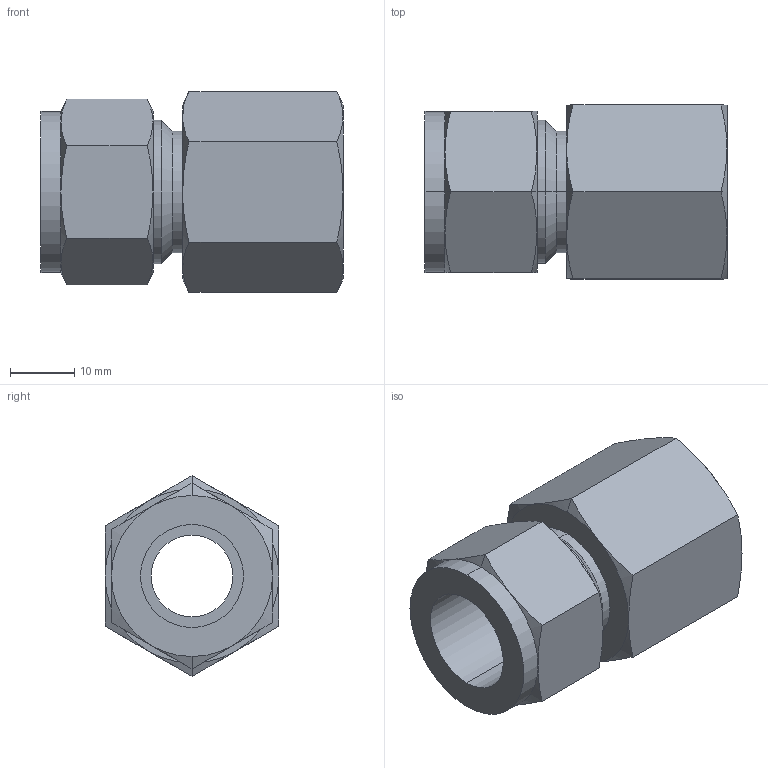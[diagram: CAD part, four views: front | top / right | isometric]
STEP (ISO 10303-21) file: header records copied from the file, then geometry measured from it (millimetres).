
FILE_DESCRIPTION (( 'STEP AP203' ), '1' );
FILE_NAME ('RizurLok-PP-16(O)-1.2NPT(Pf).STEP', '2022-04-05T08:59:12', ( '' ), ( '' ), 'SwSTEP 2.0', 'SolidWorks 2020', '' );
FILE_SCHEMA (( 'CONFIG_CONTROL_DESIGN' ));
Length unit declared in the file: millimetre
Products named in the file (2): RizurLok-PP-16(O)-1.2NPT(Pf)
Assembly tree (1 placements, depth 2):
  RizurLok-PP-16(O)-1.2NPT(Pf)
    RizurLok-PP-16(O)-1.2NPT(Pf)
Bounding box: 46.9 x 27 x 31.18 mm (x, y, z)
Volume: 16606.5 mm3; surface area: 7866.7 mm2
Topology: 1 solids, 1 shells, 206 faces, 525 edges, 336 vertices
Faces by surface type: plane 81, bspline 75, cone 38, cylinder 12
Entity records: 9449 total; most frequent: CARTESIAN_POINT 4850, ORIENTED_EDGE 1050, DIRECTION 655, EDGE_CURVE 525, VERTEX_POINT 336, VECTOR 269, LINE 269, EDGE_LOOP 223
